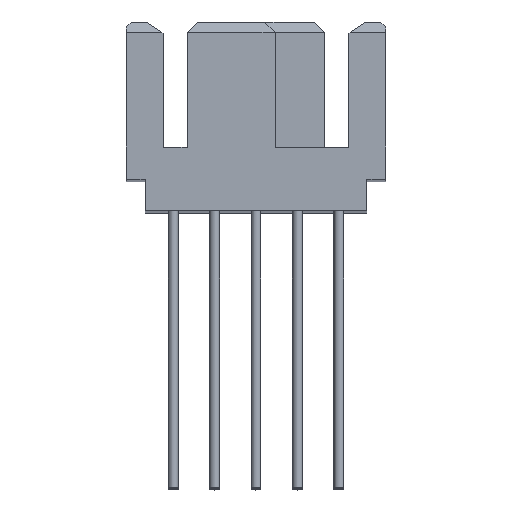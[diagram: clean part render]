
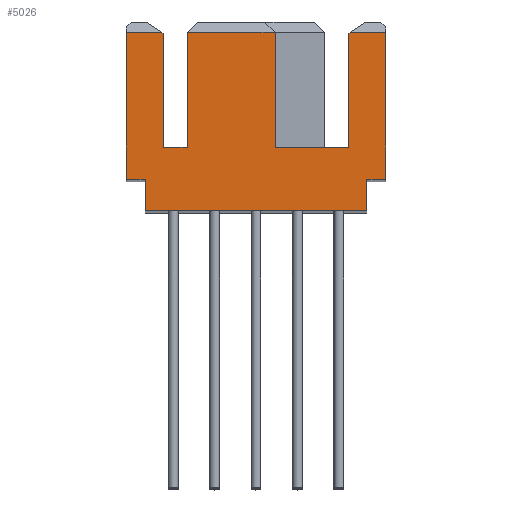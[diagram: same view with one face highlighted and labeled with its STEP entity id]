
A CAD part, top view. The second image highlights one B-rep face of the part: STEP entity #5026.
In plain terms, the highlighted planar face has unit normal (0, 0, 1).
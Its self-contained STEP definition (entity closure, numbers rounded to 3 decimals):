
#5026=ADVANCED_FACE('',(#6383),#5705,.T.);
#5705=PLANE('',#17690);
#6383=FACE_OUTER_BOUND('',#7377,.T.);
#7377=EDGE_LOOP('',(#10138,#10139,#10140,#10141,#10142,#10143,#10144,#10145,
#10146,#10147,#10148,#10149,#10150,#10151,#10152,#10153,#10154,#10155));
#10138=ORIENTED_EDGE('',*,*,#13475,.T.);
#10139=ORIENTED_EDGE('',*,*,#13477,.F.);
#10140=ORIENTED_EDGE('',*,*,#13478,.F.);
#10141=ORIENTED_EDGE('',*,*,#13479,.F.);
#10142=ORIENTED_EDGE('',*,*,#13480,.F.);
#10143=ORIENTED_EDGE('',*,*,#13481,.T.);
#10144=ORIENTED_EDGE('',*,*,#13482,.F.);
#10145=ORIENTED_EDGE('',*,*,#13483,.F.);
#10146=ORIENTED_EDGE('',*,*,#13484,.F.);
#10147=ORIENTED_EDGE('',*,*,#13485,.F.);
#10148=ORIENTED_EDGE('',*,*,#13433,.F.);
#10149=ORIENTED_EDGE('',*,*,#13437,.F.);
#10150=ORIENTED_EDGE('',*,*,#13439,.F.);
#10151=ORIENTED_EDGE('',*,*,#13442,.T.);
#10152=ORIENTED_EDGE('',*,*,#13445,.F.);
#10153=ORIENTED_EDGE('',*,*,#13448,.F.);
#10154=ORIENTED_EDGE('',*,*,#13468,.F.);
#10155=ORIENTED_EDGE('',*,*,#13470,.T.);
#11895=VERTEX_POINT('',#24664);
#11896=VERTEX_POINT('',#24666);
#11898=VERTEX_POINT('',#24672);
#11899=VERTEX_POINT('',#24676);
#11900=VERTEX_POINT('',#24681);
#11902=VERTEX_POINT('',#24687);
#11904=VERTEX_POINT('',#24693);
#11918=VERTEX_POINT('',#24734);
#11919=VERTEX_POINT('',#24739);
#11921=VERTEX_POINT('',#24747);
#11923=VERTEX_POINT('',#24753);
#11924=VERTEX_POINT('',#24755);
#11925=VERTEX_POINT('',#24757);
#11926=VERTEX_POINT('',#24759);
#11927=VERTEX_POINT('',#24761);
#11928=VERTEX_POINT('',#24763);
#11929=VERTEX_POINT('',#24765);
#11930=VERTEX_POINT('',#24767);
#13433=EDGE_CURVE('',#11895,#11896,#14687,.T.);
#13437=EDGE_CURVE('',#11898,#11895,#14691,.T.);
#13439=EDGE_CURVE('',#11899,#11898,#14693,.T.);
#13442=EDGE_CURVE('',#11899,#11900,#14696,.T.);
#13445=EDGE_CURVE('',#11902,#11900,#14699,.T.);
#13448=EDGE_CURVE('',#11904,#11902,#14702,.T.);
#13468=EDGE_CURVE('',#11918,#11904,#14722,.T.);
#13470=EDGE_CURVE('',#11918,#11919,#14724,.T.);
#13475=EDGE_CURVE('',#11919,#11921,#14729,.T.);
#13477=EDGE_CURVE('',#11923,#11921,#14731,.T.);
#13478=EDGE_CURVE('',#11924,#11923,#14732,.T.);
#13479=EDGE_CURVE('',#11925,#11924,#14733,.T.);
#13480=EDGE_CURVE('',#11926,#11925,#14734,.T.);
#13481=EDGE_CURVE('',#11926,#11927,#14735,.T.);
#13482=EDGE_CURVE('',#11928,#11927,#14736,.T.);
#13483=EDGE_CURVE('',#11929,#11928,#14737,.T.);
#13484=EDGE_CURVE('',#11930,#11929,#14738,.T.);
#13485=EDGE_CURVE('',#11896,#11930,#14739,.T.);
#14687=LINE('',#24665,#15939);
#14691=LINE('',#24673,#15943);
#14693=LINE('',#24677,#15945);
#14696=LINE('',#24682,#15948);
#14699=LINE('',#24688,#15951);
#14702=LINE('',#24694,#15954);
#14722=LINE('',#24735,#15974);
#14724=LINE('',#24738,#15976);
#14729=LINE('',#24749,#15981);
#14731=LINE('',#24752,#15983);
#14732=LINE('',#24754,#15984);
#14733=LINE('',#24756,#15985);
#14734=LINE('',#24758,#15986);
#14735=LINE('',#24760,#15987);
#14736=LINE('',#24762,#15988);
#14737=LINE('',#24764,#15989);
#14738=LINE('',#24766,#15990);
#14739=LINE('',#24768,#15991);
#15939=VECTOR('',#21117,1.);
#15943=VECTOR('',#21123,1.);
#15945=VECTOR('',#21127,1.);
#15948=VECTOR('',#21132,1.);
#15951=VECTOR('',#21137,1.);
#15954=VECTOR('',#21142,1.);
#15974=VECTOR('',#21176,1.);
#15976=VECTOR('',#21180,1.);
#15981=VECTOR('',#21189,1.);
#15983=VECTOR('',#21193,1.);
#15984=VECTOR('',#21194,1.);
#15985=VECTOR('',#21195,1.);
#15986=VECTOR('',#21196,1.);
#15987=VECTOR('',#21197,1.);
#15988=VECTOR('',#21198,1.);
#15989=VECTOR('',#21199,1.);
#15990=VECTOR('',#21200,1.);
#15991=VECTOR('',#21201,1.);
#17690=AXIS2_PLACEMENT_3D('',#24769,#21202,#21203);
#21117=DIRECTION('',(0.,-1.,0.));
#21123=DIRECTION('',(-1.,0.,0.));
#21127=DIRECTION('',(0.,-1.,0.));
#21132=DIRECTION('',(-1.,0.,0.));
#21137=DIRECTION('',(0.827,0.562,0.));
#21142=DIRECTION('',(0.,1.,0.));
#21176=DIRECTION('',(1.,0.,0.));
#21180=DIRECTION('',(0.,1.,0.));
#21189=DIRECTION('',(-1.,0.,0.));
#21193=DIRECTION('',(0.,1.,0.));
#21194=DIRECTION('',(1.,0.,0.));
#21195=DIRECTION('',(0.,-1.,0.));
#21196=DIRECTION('',(0.827,-0.562,0.));
#21197=DIRECTION('',(-1.,0.,0.));
#21198=DIRECTION('',(0.,1.,0.));
#21199=DIRECTION('',(-1.,0.,0.));
#21200=DIRECTION('',(0.,1.,0.));
#21201=DIRECTION('',(-1.,0.,0.));
#21202=DIRECTION('',(0.,0.,1.));
#21203=DIRECTION('',(1.,0.,0.));
#24664=CARTESIAN_POINT('',(-20.114,27.592,84.95));
#24665=CARTESIAN_POINT('',(-20.114,27.592,84.95));
#24666=CARTESIAN_POINT('',(-20.114,25.662,84.95));
#24672=CARTESIAN_POINT('',(-18.964,27.592,84.95));
#24673=CARTESIAN_POINT('',(-18.964,27.592,84.95));
#24676=CARTESIAN_POINT('',(-18.964,36.612,84.95));
#24677=CARTESIAN_POINT('',(-18.964,36.612,84.95));
#24681=CARTESIAN_POINT('',(-21.136,36.612,84.95));
#24682=CARTESIAN_POINT('',(-18.964,36.612,84.95));
#24687=CARTESIAN_POINT('',(-21.239,36.542,84.95));
#24688=CARTESIAN_POINT('',(-21.239,36.542,84.95));
#24693=CARTESIAN_POINT('',(-21.239,29.542,84.95));
#24694=CARTESIAN_POINT('',(-21.239,29.542,84.95));
#24734=CARTESIAN_POINT('',(-25.739,29.542,84.95));
#24735=CARTESIAN_POINT('',(-25.739,29.542,84.95));
#24738=CARTESIAN_POINT('',(-25.739,29.542,84.95));
#24739=CARTESIAN_POINT('',(-25.739,36.612,84.95));
#24747=CARTESIAN_POINT('',(-31.139,36.612,84.95));
#24749=CARTESIAN_POINT('',(-25.739,36.612,84.95));
#24752=CARTESIAN_POINT('',(-31.139,29.542,84.95));
#24753=CARTESIAN_POINT('',(-31.139,29.542,84.95));
#24754=CARTESIAN_POINT('',(-32.589,29.542,84.95));
#24755=CARTESIAN_POINT('',(-32.589,29.542,84.95));
#24756=CARTESIAN_POINT('',(-32.589,36.542,84.95));
#24757=CARTESIAN_POINT('',(-32.589,36.542,84.95));
#24758=CARTESIAN_POINT('',(-32.692,36.612,84.95));
#24759=CARTESIAN_POINT('',(-32.692,36.612,84.95));
#24760=CARTESIAN_POINT('',(-32.692,36.612,84.95));
#24761=CARTESIAN_POINT('',(-34.864,36.612,84.95));
#24762=CARTESIAN_POINT('',(-34.864,27.592,84.95));
#24763=CARTESIAN_POINT('',(-34.864,27.592,84.95));
#24764=CARTESIAN_POINT('',(-33.714,27.592,84.95));
#24765=CARTESIAN_POINT('',(-33.714,27.592,84.95));
#24766=CARTESIAN_POINT('',(-33.714,25.662,84.95));
#24767=CARTESIAN_POINT('',(-33.714,25.662,84.95));
#24768=CARTESIAN_POINT('',(-20.114,25.662,84.95));
#24769=CARTESIAN_POINT('',(-35.659,25.083,84.95));
